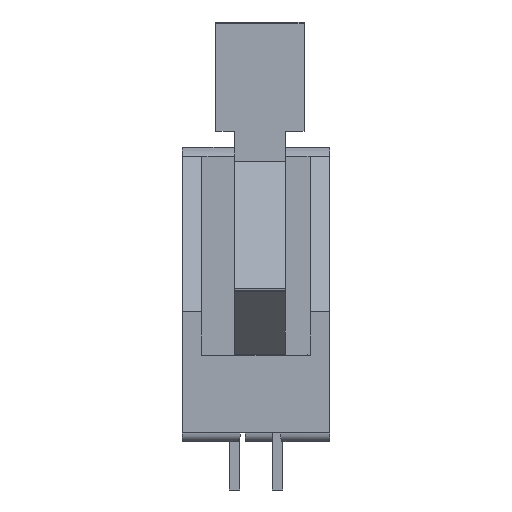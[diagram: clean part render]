
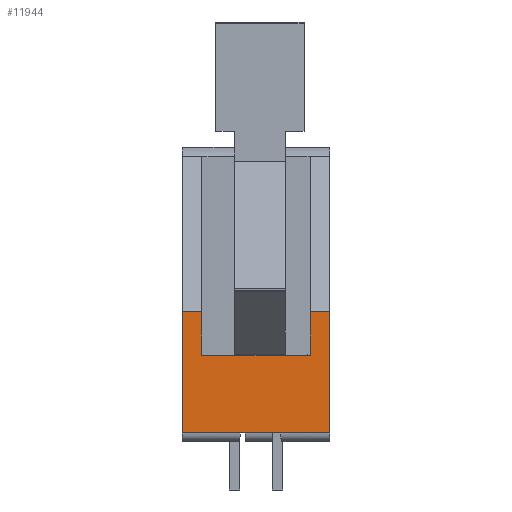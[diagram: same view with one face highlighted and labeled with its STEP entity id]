
A CAD part, left-side view. The second image highlights one B-rep face of the part: STEP entity #11944.
In plain terms, the highlighted planar face has unit normal (-1, 0, 0).
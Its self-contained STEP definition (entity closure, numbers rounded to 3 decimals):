
#292=B_SPLINE_CURVE_WITH_KNOTS($,1,(#18526,#18527),.UNSPECIFIED.,.F.,.F.,
(2,2),(0.,1.),.UNSPECIFIED.);
#296=B_SPLINE_CURVE_WITH_KNOTS($,1,(#18536,#18537),.UNSPECIFIED.,.F.,.F.,
(2,2),(0.,1.),.UNSPECIFIED.);
#298=B_SPLINE_CURVE_WITH_KNOTS($,1,(#18542,#18543),.UNSPECIFIED.,.F.,.F.,
(2,2),(0.,1.),.UNSPECIFIED.);
#299=B_SPLINE_CURVE_WITH_KNOTS($,1,(#18546,#18547),.UNSPECIFIED.,.F.,.F.,
(2,2),(0.,1.),.UNSPECIFIED.);
#345=B_SPLINE_CURVE_WITH_KNOTS($,1,(#19217,#19218),.UNSPECIFIED.,.F.,.F.,
(2,2),(0.,1.),.UNSPECIFIED.);
#346=B_SPLINE_CURVE_WITH_KNOTS($,1,(#19221,#19222),.UNSPECIFIED.,.F.,.F.,
(2,2),(0.,1.),.UNSPECIFIED.);
#347=B_SPLINE_CURVE_WITH_KNOTS($,1,(#19223,#19224),.UNSPECIFIED.,.F.,.F.,
(2,2),(0.,1.),.UNSPECIFIED.);
#348=B_SPLINE_CURVE_WITH_KNOTS($,1,(#19225,#19226),.UNSPECIFIED.,.F.,.F.,
(2,2),(0.,1.),.UNSPECIFIED.);
#668=FACE_OUTER_BOUND($,#1454,.T.);
#1454=EDGE_LOOP($,(#8294,#8295,#8296,#8297,#8298,#8299,#8300,#8301));
#5035=VERTEX_POINT($,#18522);
#5036=VERTEX_POINT($,#18525);
#5037=VERTEX_POINT($,#18533);
#5038=VERTEX_POINT($,#18539);
#5039=VERTEX_POINT($,#18545);
#5076=VERTEX_POINT($,#19211);
#5077=VERTEX_POINT($,#19214);
#5078=VERTEX_POINT($,#19220);
#6276=EDGE_CURVE($,#5036,#5035,#292,.T.);
#6280=EDGE_CURVE($,#5035,#5037,#296,.T.);
#6282=EDGE_CURVE($,#5037,#5038,#298,.T.);
#6283=EDGE_CURVE($,#5039,#5036,#299,.T.);
#6333=EDGE_CURVE($,#5077,#5076,#345,.T.);
#6334=EDGE_CURVE($,#5078,#5039,#346,.T.);
#6335=EDGE_CURVE($,#5038,#5076,#347,.T.);
#6336=EDGE_CURVE($,#5078,#5077,#348,.T.);
#8294=ORIENTED_EDGE($,*,*,#6334,.T.);
#8295=ORIENTED_EDGE($,*,*,#6283,.T.);
#8296=ORIENTED_EDGE($,*,*,#6276,.T.);
#8297=ORIENTED_EDGE($,*,*,#6280,.T.);
#8298=ORIENTED_EDGE($,*,*,#6282,.T.);
#8299=ORIENTED_EDGE($,*,*,#6335,.T.);
#8300=ORIENTED_EDGE($,*,*,#6333,.F.);
#8301=ORIENTED_EDGE($,*,*,#6336,.F.);
#11187=PLANE($,#12928);
#11944=ADVANCED_FACE($,(#668),#11187,.T.);
#12928=AXIS2_PLACEMENT_3D($,#19219,#13970,#13971);
#13970=DIRECTION('center_axis',(-1.,0.,0.));
#13971=DIRECTION('ref_axis',(0.,0.,1.));
#18522=CARTESIAN_POINT('',(-41.402,3.175,5.08));
#18525=CARTESIAN_POINT('',(-41.402,-3.175,5.08));
#18526=CARTESIAN_POINT('Ctrl Pts',(-41.402,-3.175,5.08));
#18527=CARTESIAN_POINT('Ctrl Pts',(-41.402,3.175,5.08));
#18533=CARTESIAN_POINT('',(-41.402,3.175,7.62));
#18536=CARTESIAN_POINT('Ctrl Pts',(-41.402,3.175,5.08));
#18537=CARTESIAN_POINT('Ctrl Pts',(-41.402,3.175,7.62));
#18539=CARTESIAN_POINT('',(-41.402,4.318,7.62));
#18542=CARTESIAN_POINT('Ctrl Pts',(-41.402,3.175,7.62));
#18543=CARTESIAN_POINT('Ctrl Pts',(-41.402,4.318,7.62));
#18545=CARTESIAN_POINT('',(-41.402,-3.175,7.62));
#18546=CARTESIAN_POINT('Ctrl Pts',(-41.402,-3.175,7.62));
#18547=CARTESIAN_POINT('Ctrl Pts',(-41.402,-3.175,5.08));
#19211=CARTESIAN_POINT('',(-41.402,4.318,0.508));
#19214=CARTESIAN_POINT('',(-41.402,-4.318,0.508));
#19217=CARTESIAN_POINT('Ctrl Pts',(-41.402,-4.318,0.508));
#19218=CARTESIAN_POINT('Ctrl Pts',(-41.402,4.318,0.508));
#19219=CARTESIAN_POINT('Origin',(-41.402,4.491,7.762));
#19220=CARTESIAN_POINT('',(-41.402,-4.318,7.62));
#19221=CARTESIAN_POINT('Ctrl Pts',(-41.402,-4.318,7.62));
#19222=CARTESIAN_POINT('Ctrl Pts',(-41.402,-3.175,7.62));
#19223=CARTESIAN_POINT('Ctrl Pts',(-41.402,4.318,7.62));
#19224=CARTESIAN_POINT('Ctrl Pts',(-41.402,4.318,0.508));
#19225=CARTESIAN_POINT('Ctrl Pts',(-41.402,-4.318,7.62));
#19226=CARTESIAN_POINT('Ctrl Pts',(-41.402,-4.318,0.508));
